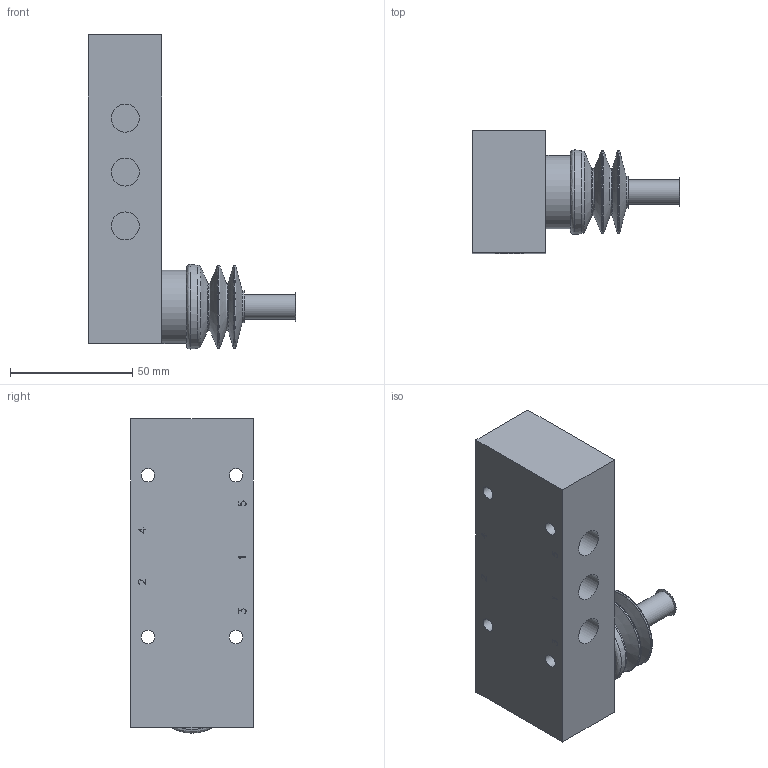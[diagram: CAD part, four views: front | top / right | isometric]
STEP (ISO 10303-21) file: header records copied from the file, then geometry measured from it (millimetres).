
FILE_DESCRIPTION (( 'STEP AP214' ), '1' );
FILE_NAME ('HR-14-530_Airtec.step', '2018-11-14T13:56:59', ( '' ), ( '' ), 'SwSTEP 2.0', 'SolidWorks 2010', '' );
FILE_SCHEMA (( 'AUTOMOTIVE_DESIGN' ));
Length unit declared in the file: millimetre
Products named in the file (1): HR-14-530_Airtec
Bounding box: 84.53 x 50 x 128.29 mm (x, y, z)
Volume: 204272.5 mm3; surface area: 32422.4 mm2
Topology: 1 solids, 1 shells, 287 faces, 778 edges, 513 vertices
Faces by surface type: plane 254, cylinder 16, bspline 11, cone 6
Full cylindrical faces by diameter (mm): 5.5 x4, 10 x1, 11.445 x5, 13 x1, 19 x2, 30 x1, 34 x2
Entity records: 9245 total; most frequent: CARTESIAN_POINT 2119, ORIENTED_EDGE 1484, DIRECTION 1337, EDGE_CURVE 742, LINE 697, VECTOR 697, VERTEX_POINT 509, EDGE_LOOP 347
